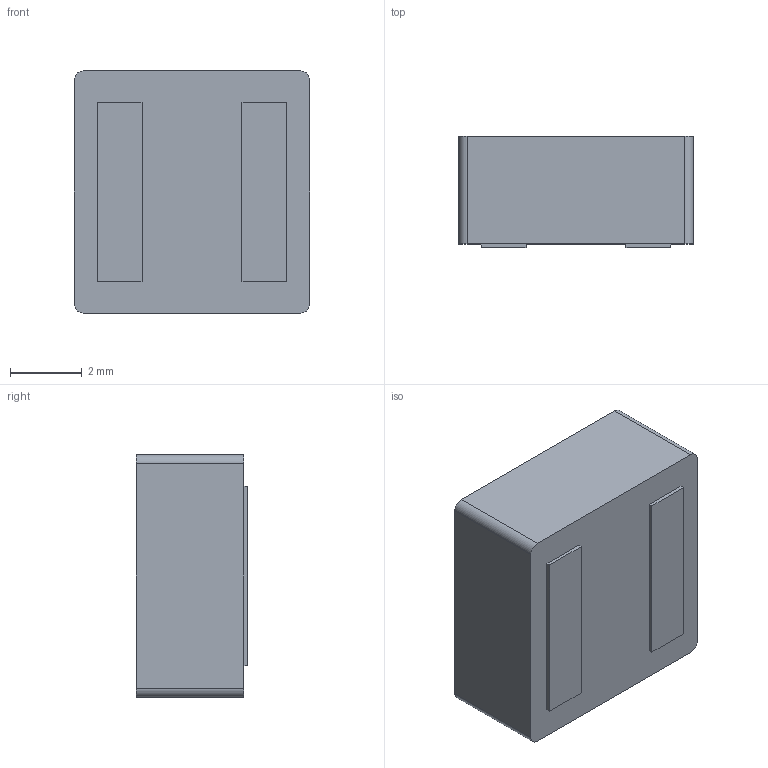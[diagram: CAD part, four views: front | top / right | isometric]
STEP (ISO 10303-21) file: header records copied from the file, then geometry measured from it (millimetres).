
FILE_DESCRIPTION (( 'STEP AP214' ), '1' );
FILE_NAME ('XAL6030-122MEC.STEP', '2024-11-16T08:20:15', ( '' ), ( '' ), 'SwSTEP 2.0', 'SolidWorks 2023', '' );
FILE_SCHEMA (( 'AUTOMOTIVE_DESIGN' ));
Length unit declared in the file: millimetre
Products named in the file (1): XAL6030-122MEC
Bounding box: 6.56 x 3.1 x 6.76 mm (x, y, z)
Volume: 134.1 mm3; surface area: 169.7 mm2
Topology: 1 solids, 1 shells, 52 faces, 131 edges, 88 vertices
Faces by surface type: plane 39, bspline 9, cylinder 4
Entity records: 2212 total; most frequent: CARTESIAN_POINT 797, ORIENTED_EDGE 262, DIRECTION 193, EDGE_CURVE 131, LINE 89, VECTOR 89, VERTEX_POINT 88, EDGE_LOOP 59
